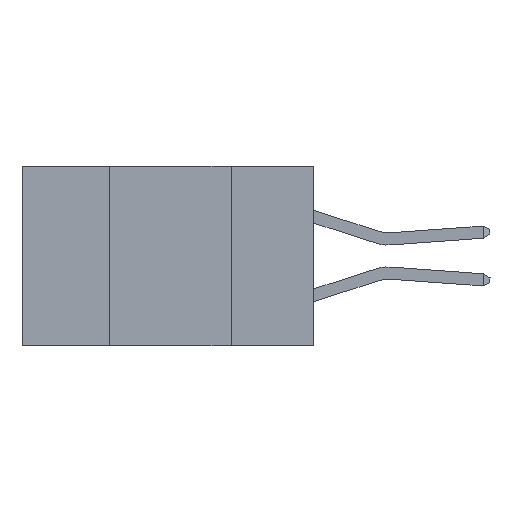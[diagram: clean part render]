
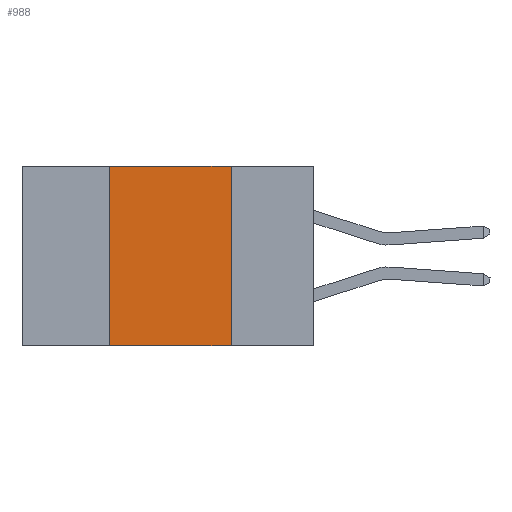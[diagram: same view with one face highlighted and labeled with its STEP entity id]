
A CAD part, left-side view. The second image highlights one B-rep face of the part: STEP entity #988.
In plain terms, the highlighted planar face has unit normal (-1, 0, 0).
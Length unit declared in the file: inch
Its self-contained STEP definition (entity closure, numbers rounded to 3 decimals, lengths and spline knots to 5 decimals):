
#502 = DIRECTION ( 'NONE',  ( 0., -1., 0. ) ) ;
#516 = ORIENTED_EDGE ( 'NONE', *, *, #9031, .F. ) ;
#988 = ADVANCED_FACE ( 'NONE', ( #7610 ), #5695, .F. ) ;
#1147 = CARTESIAN_POINT ( 'NONE',  ( 0., 0.6, 0. ) ) ;
#1304 = LINE ( 'NONE', #12449, #10570 ) ;
#1575 = CARTESIAN_POINT ( 'NONE',  ( 0., 0.42, 0. ) ) ;
#1824 = CARTESIAN_POINT ( 'NONE',  ( 0., 0.42, 0. ) ) ;
#2305 = CARTESIAN_POINT ( 'NONE',  ( 0., 0.42, -0.37 ) ) ;
#2396 = VERTEX_POINT ( 'NONE', #11242 ) ;
#2751 = LINE ( 'NONE', #1824, #9576 ) ;
#3038 = EDGE_LOOP ( 'NONE', ( #11062, #5488, #516, #5851 ) ) ;
#3787 = DIRECTION ( 'NONE',  ( 0., 0., -1. ) ) ;
#4216 = CARTESIAN_POINT ( 'NONE',  ( 0., 0.17, 0. ) ) ;
#5365 = CARTESIAN_POINT ( 'NONE',  ( 0., 0.6, -0.37 ) ) ;
#5488 = ORIENTED_EDGE ( 'NONE', *, *, #12613, .F. ) ;
#5695 = PLANE ( 'NONE',  #8935 ) ;
#5851 = ORIENTED_EDGE ( 'NONE', *, *, #7240, .T. ) ;
#6104 = VECTOR ( 'NONE', #8234, 39.37008 ) ;
#6181 = VERTEX_POINT ( 'NONE', #2305 ) ;
#6895 = CARTESIAN_POINT ( 'NONE',  ( 0., 0.6, 0. ) ) ;
#7240 = EDGE_CURVE ( 'NONE', #6181, #2396, #9813, .T. ) ;
#7610 = FACE_OUTER_BOUND ( 'NONE', #3038, .T. ) ;
#8234 = DIRECTION ( 'NONE',  ( 0., -1., 0. ) ) ;
#8672 = VERTEX_POINT ( 'NONE', #1575 ) ;
#8935 = AXIS2_PLACEMENT_3D ( 'NONE', #6895, #11722, #15051 ) ;
#9031 = EDGE_CURVE ( 'NONE', #6181, #8672, #2751, .T. ) ;
#9576 = VECTOR ( 'NONE', #11488, 39.37008 ) ;
#9813 = LINE ( 'NONE', #5365, #14836 ) ;
#10570 = VECTOR ( 'NONE', #3787, 39.37008 ) ;
#11062 = ORIENTED_EDGE ( 'NONE', *, *, #15512, .F. ) ;
#11242 = CARTESIAN_POINT ( 'NONE',  ( 0., 0.17, -0.37 ) ) ;
#11488 = DIRECTION ( 'NONE',  ( 0., 0., 1. ) ) ;
#11722 = DIRECTION ( 'NONE',  ( 1., 0., 0. ) ) ;
#11785 = LINE ( 'NONE', #1147, #6104 ) ;
#11940 = VERTEX_POINT ( 'NONE', #4216 ) ;
#12449 = CARTESIAN_POINT ( 'NONE',  ( 0., 0.17, 0. ) ) ;
#12613 = EDGE_CURVE ( 'NONE', #8672, #11940, #11785, .T. ) ;
#14836 = VECTOR ( 'NONE', #502, 39.37008 ) ;
#15051 = DIRECTION ( 'NONE',  ( 0., 0., -1. ) ) ;
#15512 = EDGE_CURVE ( 'NONE', #11940, #2396, #1304, .T. ) ;
